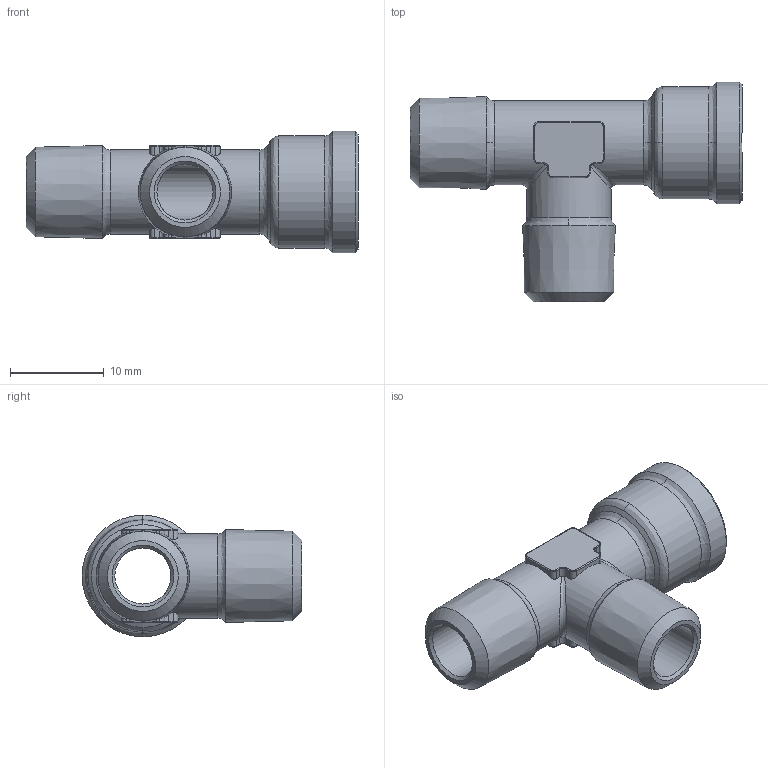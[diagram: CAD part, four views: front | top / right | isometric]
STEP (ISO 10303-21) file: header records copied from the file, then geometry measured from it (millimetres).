
FILE_DESCRIPTION( ( 'STEP AP214' ), '1' );
FILE_NAME( 'psolqas_14312_58.stp', '2021-03-04T17:30:39', ( 'License CC BY-ND 4.0' ), ( 'CADENAS' ), ' ', 'PARTsolutions', ' ' );
FILE_SCHEMA( ( 'AUTOMOTIVE_DESIGN { 1 0 10303 214 1 1 1 1 }' ) );
Length unit declared in the file: metre
Products named in the file (1): NONE
Bounding box: 35.5 x 23.5 x 13 mm (x, y, z)
Volume: 2173.2 mm3; surface area: 2637.9 mm2
Topology: 1 solids, 1 shells, 98 faces, 258 edges, 161 vertices
Faces by surface type: cylinder 39, bspline 28, plane 21, cone 10
Full cylindrical faces by diameter (mm): 6 x2, 8.5 x1, 9 x2, 12 x1, 13 x1
Entity records: 4460 total; most frequent: CARTESIAN_POINT 1439, ORIENTED_EDGE 476, DIRECTION 448, EDGE_CURVE 238, AXIS2_PLACEMENT_3D 187, VERTEX_POINT 160, EDGE_LOOP 120, CIRCLE 116
